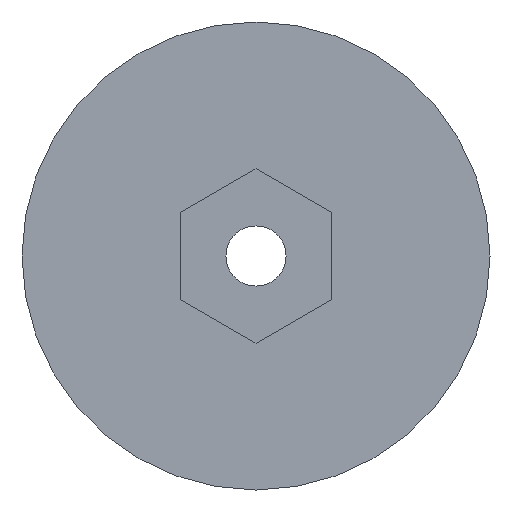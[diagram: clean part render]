
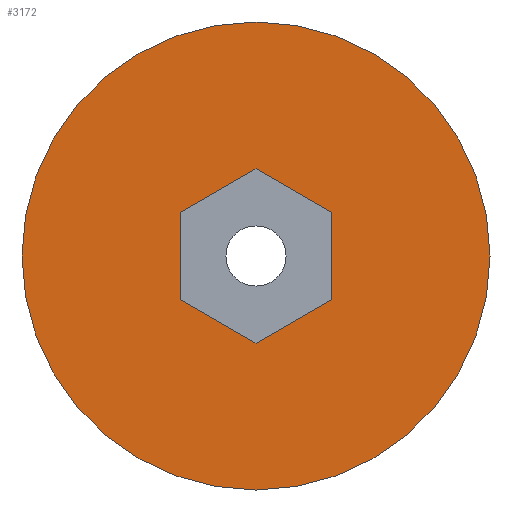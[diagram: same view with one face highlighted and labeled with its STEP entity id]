
A CAD part, left-side view. The second image highlights one B-rep face of the part: STEP entity #3172.
In plain terms, the highlighted planar face has unit normal (-1, 0, 0).
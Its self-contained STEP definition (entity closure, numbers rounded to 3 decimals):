
#115=CARTESIAN_POINT('',(0.,0.,0.));
#116=DIRECTION('',(-1.,0.,0.));
#117=DIRECTION('',(0.,1.,0.));
#118=AXIS2_PLACEMENT_3D('',#115,#116,#117);
#120=CARTESIAN_POINT('',(0.,0.,0.));
#121=DIRECTION('',(-1.,0.,0.));
#122=DIRECTION('',(0.,-1.,0.));
#123=AXIS2_PLACEMENT_3D('',#120,#121,#122);
#125=DIRECTION('',(0.,-0.866,-0.5));
#126=VECTOR('',#125,2.309);
#127=CARTESIAN_POINT('',(0.,0.,2.309));
#128=LINE('',#127,#126);
#129=DIRECTION('',(0.,-0.866,0.5));
#130=VECTOR('',#129,2.309);
#131=CARTESIAN_POINT('',(0.,2.,1.155));
#132=LINE('',#131,#130);
#133=DIRECTION('',(0.,0.,1.));
#134=VECTOR('',#133,2.309);
#135=CARTESIAN_POINT('',(0.,2.,-1.155));
#136=LINE('',#135,#134);
#137=DIRECTION('',(0.,0.866,0.5));
#138=VECTOR('',#137,2.309);
#139=CARTESIAN_POINT('',(0.,0.,-2.309));
#140=LINE('',#139,#138);
#141=DIRECTION('',(0.,0.866,-0.5));
#142=VECTOR('',#141,2.309);
#143=CARTESIAN_POINT('',(0.,-2.,-1.155));
#144=LINE('',#143,#142);
#145=DIRECTION('',(0.,0.,-1.));
#146=VECTOR('',#145,2.309);
#147=CARTESIAN_POINT('',(0.,-2.,1.155));
#148=LINE('',#147,#146);
#3085=CARTESIAN_POINT('',(0.,0.,2.309));
#3086=CARTESIAN_POINT('',(0.,-2.,1.155));
#3087=VERTEX_POINT('',#3085);
#3088=VERTEX_POINT('',#3086);
#3089=CARTESIAN_POINT('',(0.,-2.,-1.155));
#3090=VERTEX_POINT('',#3089);
#3091=CARTESIAN_POINT('',(0.,0.,-2.309));
#3092=VERTEX_POINT('',#3091);
#3093=CARTESIAN_POINT('',(0.,2.,-1.155));
#3094=VERTEX_POINT('',#3093);
#3095=CARTESIAN_POINT('',(0.,2.,1.155));
#3096=VERTEX_POINT('',#3095);
#3117=CARTESIAN_POINT('',(0.,6.195,0.));
#3118=CARTESIAN_POINT('',(0.,-6.195,0.));
#3119=VERTEX_POINT('',#3117);
#3120=VERTEX_POINT('',#3118);
#3147=CARTESIAN_POINT('',(0.,0.,0.));
#3148=DIRECTION('',(1.,0.,0.));
#3149=DIRECTION('',(0.,-1.,0.));
#3150=AXIS2_PLACEMENT_3D('',#3147,#3148,#3149);
#3151=PLANE('',#3150);
#3153=ORIENTED_EDGE('',*,*,#3152,.F.);
#3155=ORIENTED_EDGE('',*,*,#3154,.F.);
#3156=EDGE_LOOP('',(#3153,#3155));
#3157=FACE_OUTER_BOUND('',#3156,.F.);
#3159=ORIENTED_EDGE('',*,*,#3158,.F.);
#3161=ORIENTED_EDGE('',*,*,#3160,.F.);
#3163=ORIENTED_EDGE('',*,*,#3162,.F.);
#3165=ORIENTED_EDGE('',*,*,#3164,.F.);
#3167=ORIENTED_EDGE('',*,*,#3166,.F.);
#3169=ORIENTED_EDGE('',*,*,#3168,.F.);
#3170=EDGE_LOOP('',(#3159,#3161,#3163,#3165,#3167,#3169));
#3171=FACE_BOUND('',#3170,.F.);
#119=CIRCLE('',#118,6.195);
#124=CIRCLE('',#123,6.195);
#3152=EDGE_CURVE('',#3119,#3120,#119,.T.);
#3154=EDGE_CURVE('',#3120,#3119,#124,.T.);
#3158=EDGE_CURVE('',#3087,#3088,#128,.T.);
#3160=EDGE_CURVE('',#3096,#3087,#132,.T.);
#3162=EDGE_CURVE('',#3094,#3096,#136,.T.);
#3164=EDGE_CURVE('',#3092,#3094,#140,.T.);
#3166=EDGE_CURVE('',#3090,#3092,#144,.T.);
#3168=EDGE_CURVE('',#3088,#3090,#148,.T.);
#3172=ADVANCED_FACE('',(#3157,#3171),#3151,.F.);
